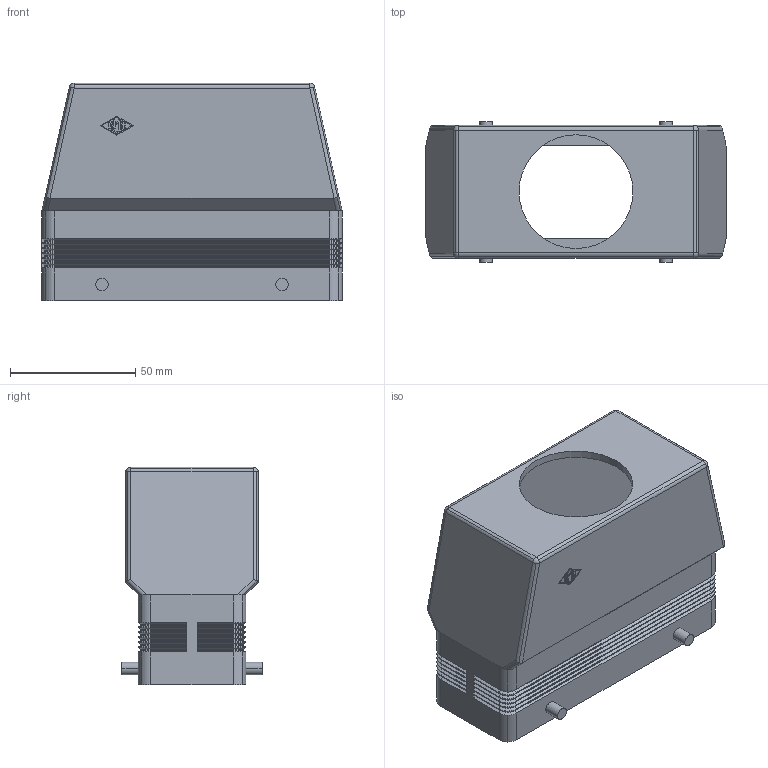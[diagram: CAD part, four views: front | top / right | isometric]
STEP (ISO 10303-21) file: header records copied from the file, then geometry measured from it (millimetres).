
FILE_DESCRIPTION((''),'2;1');
FILE_NAME('CQV 24.stp','2007-01-02T17:35:06',('gembarski'),(''),'Autodesk Inventor 7','Autodesk Inventor 7','');
FILE_SCHEMA(('AUTOMOTIVE_DESIGN { 1 0 10303 214 1 1 1 1 }'));
Length unit declared in the file: millimetre
Products named in the file (1): CQV 24
Bounding box: 120 x 56 x 87 mm (x, y, z)
Volume: 86855.4 mm3; surface area: 65510.7 mm2
Topology: 1 solids, 1 shells, 428 faces, 1033 edges, 614 vertices
Faces by surface type: plane 160, cylinder 124, bspline 116, cone 24, sphere 4
Entity records: 12848 total; most frequent: CARTESIAN_POINT 3092, ORIENTED_EDGE 2058, DIRECTION 1951, EDGE_CURVE 1029, VECTOR 733, LINE 733, VERTEX_POINT 614, AXIS2_PLACEMENT_3D 609
